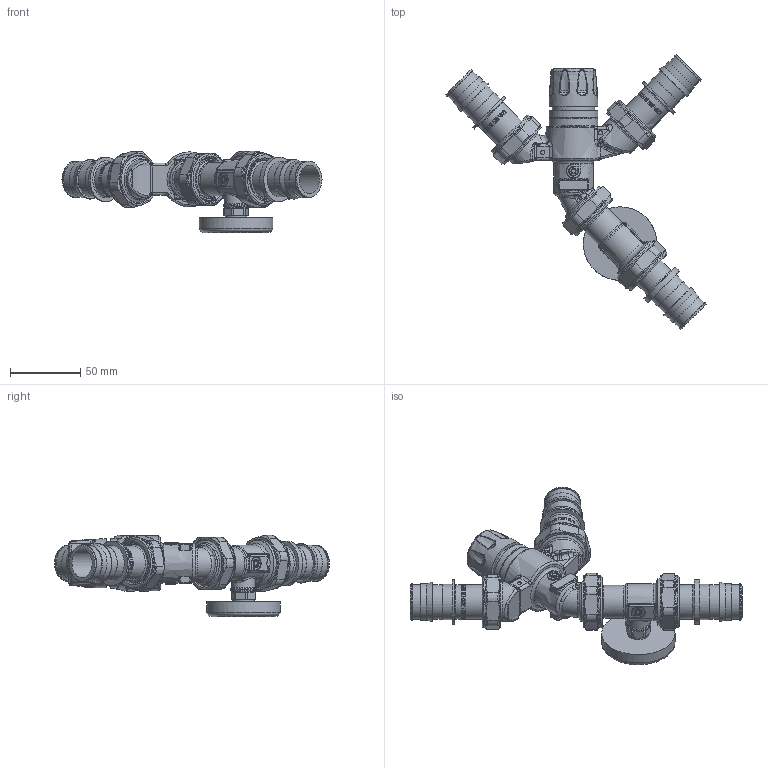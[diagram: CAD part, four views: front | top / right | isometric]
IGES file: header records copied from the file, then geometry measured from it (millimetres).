
Global section: file name: 520615AC 001_Simplify_1; native system: Autodesk Inventor 2025; preprocessor: unknown; author: ischreiner; date: 20250731.153007; units: inch
Bounding box: 185.08 x 195.68 x 57.79 mm (x, y, z)
Volume: 234444 mm3; surface area: 77641.8 mm2
Topology: 9 solids, 9 shells, 2696 faces, 6797 edges, 4078 vertices
Faces by surface type: bspline 2696
